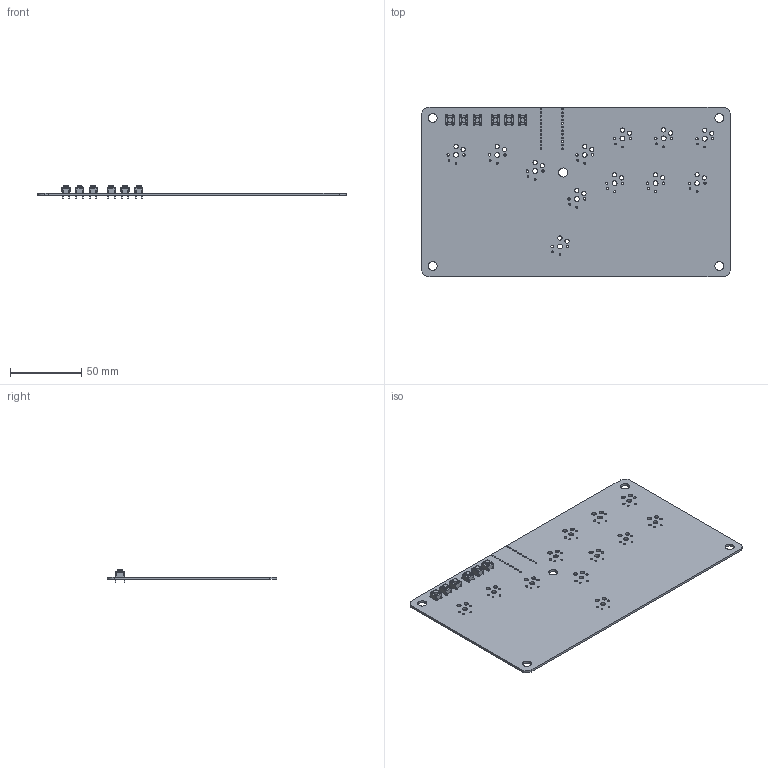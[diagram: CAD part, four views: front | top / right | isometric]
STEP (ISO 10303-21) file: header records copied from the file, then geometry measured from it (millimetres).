
FILE_DESCRIPTION(('KiCad electronic assembly'),'2;1');
FILE_NAME('Flatbox-rev1b.step','2021-08-15T16:40:25',('An Author'),( 'A Company'),'Open CASCADE STEP processor 6.9', 'KiCad to STEP converter','Unknown');
FILE_SCHEMA(('AUTOMOTIVE_DESIGN { 1 0 10303 214 1 1 1 1 }'));
Length unit declared in the file: millimetre
Products named in the file (4): Open CASCADE STEP translator 6.9 1; SW_PUSH_6mm_H5mm; SOLID; COMPOUND
Assembly tree (8 placements, depth 3):
  Open CASCADE STEP translator 6.9 1
    SW_PUSH_6mm_H5mm  x6
      SOLID
    COMPOUND
Bounding box: 217.17 x 119.38 x 8.5 mm (x, y, z)
Volume: 41421.6 mm3; surface area: 54344.9 mm2
Topology: 7 solids, 7 shells, 779 faces, 2103 edges, 1368 vertices
Faces by surface type: cylinder 387, plane 386, torus 6
Full cylindrical faces by diameter (mm): 1 x24, 1.1 x48, 1.27 x24, 1.702 x24, 3 x24, 3.429 x12, 3.5 x6, 6.4 x5
Entity records: 19234 total; most frequent: CARTESIAN_POINT 3100, DIRECTION 3007, ORIENTED_EDGE 1436, PCURVE 1436, DEFINITIONAL_REPRESENTATION 1436, LINE 1436, VECTOR 1436, EDGE_CURVE 718
